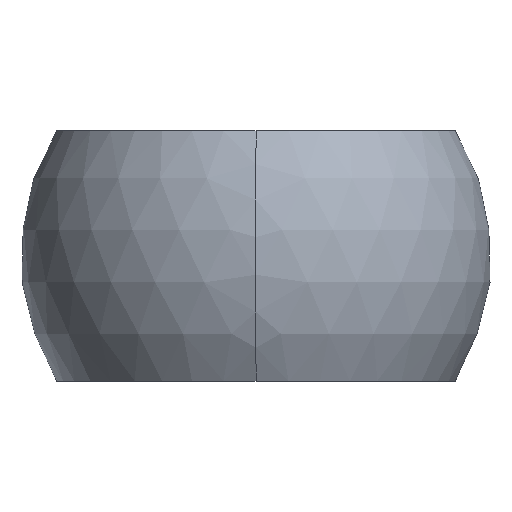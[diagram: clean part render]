
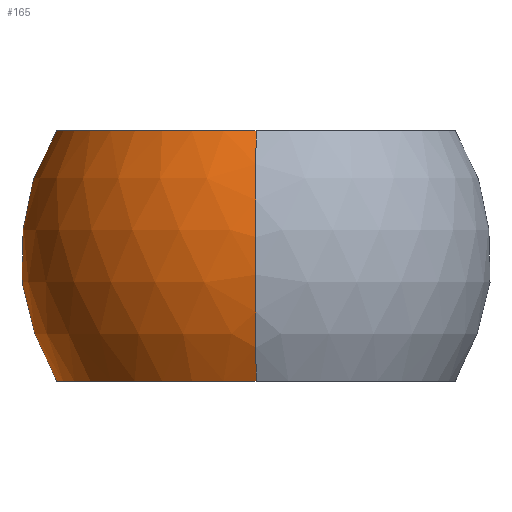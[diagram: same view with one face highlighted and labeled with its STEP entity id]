
A CAD part, left-side view. The second image highlights one B-rep face of the part: STEP entity #165.
In plain terms, the highlighted spherical face has radius 16 mm.
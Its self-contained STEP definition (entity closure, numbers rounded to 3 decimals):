
#157=VERTEX_POINT('',#347);
#163=VERTEX_POINT('',#354);
#165=ADVANCED_FACE('',(#356),#357,.T.);
#175=EDGE_CURVE('',#157,#163,#367,.T.);
#181=VERTEX_POINT('',#373);
#193=EDGE_CURVE('',#181,#157,#386,.T.);
#203=VERTEX_POINT('',#397);
#205=EDGE_CURVE('',#203,#181,#399,.T.);
#211=EDGE_CURVE('',#163,#203,#405,.T.);
#347=CARTESIAN_POINT('',(-13.555,0.,8.5));
#354=CARTESIAN_POINT('',(-13.555,0.,-8.5));
#356=FACE_OUTER_BOUND('',#681,.T.);
#357=SPHERICAL_SURFACE('',#682,16.0);
#367=CIRCLE('',#694,16.0);
#373=CARTESIAN_POINT('',(10.444,8.641,8.5));
#386=CIRCLE('',#720,13.555);
#397=CARTESIAN_POINT('',(10.444,8.641,-8.5));
#399=CIRCLE('',#791,12.121);
#405=CIRCLE('',#799,13.555);
#681=EDGE_LOOP('',(#1019,#1020,#1021,#1022));
#682=AXIS2_PLACEMENT_3D('',#1023,#1024,#1025);
#694=AXIS2_PLACEMENT_3D('',#1029,#1030,#1031);
#720=AXIS2_PLACEMENT_3D('',#1053,#1054,#1055);
#791=AXIS2_PLACEMENT_3D('',#1065,#1066,#1067);
#799=AXIS2_PLACEMENT_3D('',#1071,#1072,#1073);
#1019=ORIENTED_EDGE('',*,*,#175,.F.);
#1020=ORIENTED_EDGE('',*,*,#193,.F.);
#1021=ORIENTED_EDGE('',*,*,#205,.F.);
#1022=ORIENTED_EDGE('',*,*,#211,.F.);
#1023=CARTESIAN_POINT('',(0.0,0.0,0.0));
#1024=DIRECTION('',(0.0,0.0,1.0));
#1025=DIRECTION('',(1.0,0.0,0.0));
#1029=CARTESIAN_POINT('',(0.0,0.0,0.0));
#1030=DIRECTION('',(0.,-1.0,0.0));
#1031=DIRECTION('',(0.0,0.0,1.0));
#1053=CARTESIAN_POINT('',(0.0,0.0,8.5));
#1054=DIRECTION('',(0.0,-0.0,1.0));
#1055=DIRECTION('',(0.0,1.0,0.0));
#1065=CARTESIAN_POINT('',(10.444,0.0,0.0));
#1066=DIRECTION('',(1.0,0.0,0.0));
#1067=DIRECTION('',(0.0,1.0,0.0));
#1071=CARTESIAN_POINT('',(0.0,0.0,-8.5));
#1072=DIRECTION('',(-0.0,-0.0,-1.0));
#1073=DIRECTION('',(0.0,-1.0,0.0));
